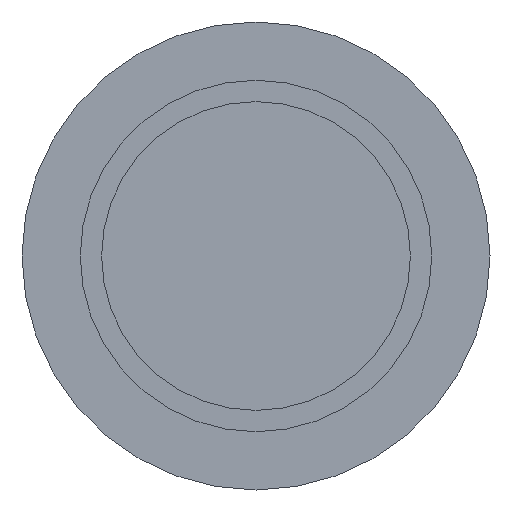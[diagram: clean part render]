
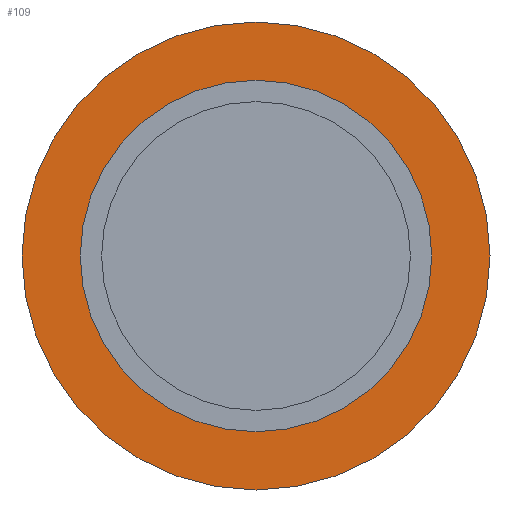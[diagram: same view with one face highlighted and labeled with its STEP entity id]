
A CAD part, front view. The second image highlights one B-rep face of the part: STEP entity #109.
In plain terms, the highlighted planar face has unit normal (0, -1, 0).
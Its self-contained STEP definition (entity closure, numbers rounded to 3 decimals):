
#6 = VERTEX_POINT ( 'NONE', #181 ) ;
#10 = ORIENTED_EDGE ( 'NONE', *, *, #46, .F. ) ;
#17 = VERTEX_POINT ( 'NONE', #199 ) ;
#18 = EDGE_LOOP ( 'NONE', ( #10, #118 ) ) ;
#22 = EDGE_CURVE ( 'NONE', #17, #6, #160, .T. ) ;
#23 = EDGE_LOOP ( 'NONE', ( #128, #460 ) ) ;
#29 = VERTEX_POINT ( 'NONE', #142 ) ;
#46 = EDGE_CURVE ( 'NONE', #48, #29, #90, .T. ) ;
#48 = VERTEX_POINT ( 'NONE', #133 ) ;
#75 = DIRECTION ( 'NONE',  ( 0., 0., 1. ) ) ;
#88 = AXIS2_PLACEMENT_3D ( 'NONE', #89, #91, #75 ) ;
#89 = CARTESIAN_POINT ( 'NONE',  ( 0., 0., 0. ) ) ;
#90 = CIRCLE ( 'NONE', #88, 27.5 ) ;
#91 = DIRECTION ( 'NONE',  ( 0., 1., 0. ) ) ;
#109 = ADVANCED_FACE ( 'NONE', ( #204, #240 ), #217, .T. ) ;
#118 = ORIENTED_EDGE ( 'NONE', *, *, #454, .F. ) ;
#128 = ORIENTED_EDGE ( 'NONE', *, *, #453, .T. ) ;
#133 = CARTESIAN_POINT ( 'NONE',  ( 0., 0., 27.5 ) ) ;
#142 = CARTESIAN_POINT ( 'NONE',  ( 0., 0., -27.5 ) ) ;
#143 = CARTESIAN_POINT ( 'NONE',  ( 0., 0., 0. ) ) ;
#144 = AXIS2_PLACEMENT_3D ( 'NONE', #143, #186, #185 ) ;
#160 = CIRCLE ( 'NONE', #144, 20.65 ) ;
#181 = CARTESIAN_POINT ( 'NONE',  ( 0., 0., 20.65 ) ) ;
#185 = DIRECTION ( 'NONE',  ( 0., 0., 1. ) ) ;
#186 = DIRECTION ( 'NONE',  ( 0., 1., 0. ) ) ;
#199 = CARTESIAN_POINT ( 'NONE',  ( 0., 0., -20.65 ) ) ;
#204 = FACE_BOUND ( 'NONE', #23, .T. ) ;
#216 = CARTESIAN_POINT ( 'NONE',  ( -20.65, 0., 0. ) ) ;
#217 = PLANE ( 'NONE',  #263 ) ;
#240 = FACE_OUTER_BOUND ( 'NONE', #18, .T. ) ;
#261 = DIRECTION ( 'NONE',  ( 0., 0., -1. ) ) ;
#262 = DIRECTION ( 'NONE',  ( 0., -1., 0. ) ) ;
#263 = AXIS2_PLACEMENT_3D ( 'NONE', #216, #262, #261 ) ;
#281 = CIRCLE ( 'NONE', #309, 20.65 ) ;
#286 = CARTESIAN_POINT ( 'NONE',  ( 0., 0., 0. ) ) ;
#296 = AXIS2_PLACEMENT_3D ( 'NONE', #321, #320, #319 ) ;
#309 = AXIS2_PLACEMENT_3D ( 'NONE', #286, #332, #331 ) ;
#319 = DIRECTION ( 'NONE',  ( 0., 0., 1. ) ) ;
#320 = DIRECTION ( 'NONE',  ( 0., 1., 0. ) ) ;
#321 = CARTESIAN_POINT ( 'NONE',  ( 0., 0., 0. ) ) ;
#325 = CIRCLE ( 'NONE', #296, 27.5 ) ;
#331 = DIRECTION ( 'NONE',  ( 0., 0., 1. ) ) ;
#332 = DIRECTION ( 'NONE',  ( 0., 1., 0. ) ) ;
#453 = EDGE_CURVE ( 'NONE', #6, #17, #281, .T. ) ;
#454 = EDGE_CURVE ( 'NONE', #29, #48, #325, .T. ) ;
#460 = ORIENTED_EDGE ( 'NONE', *, *, #22, .T. ) ;
